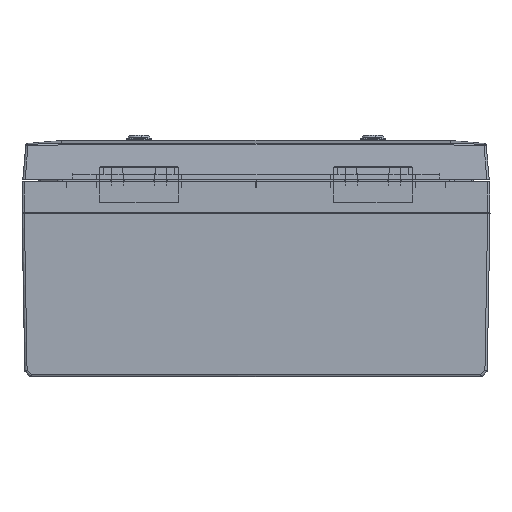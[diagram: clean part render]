
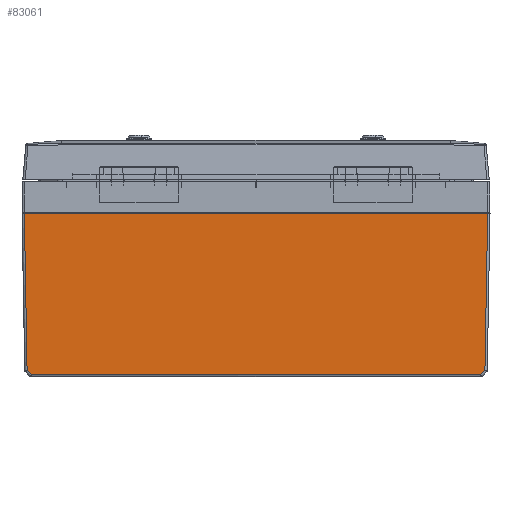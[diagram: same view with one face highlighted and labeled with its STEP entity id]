
A CAD part, left-side view. The second image highlights one B-rep face of the part: STEP entity #83061.
In plain terms, the highlighted face is planar.
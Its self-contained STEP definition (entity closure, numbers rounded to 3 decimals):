
#1258 = VERTEX_POINT ( 'NONE', #85702 ) ;
#1451 = AXIS2_PLACEMENT_3D ( 'NONE', #18297, #106741, #5960 ) ;
#5960 = DIRECTION ( 'NONE',  ( 0., -1., -0.017 ) ) ;
#6232 = DIRECTION ( 'NONE',  ( 0.707, 0.707, 0.012 ) ) ;
#11373 = ORIENTED_EDGE ( 'NONE', *, *, #39365, .T. ) ;
#11684 = VERTEX_POINT ( 'NONE', #113578 ) ;
#18297 = CARTESIAN_POINT ( 'NONE',  ( -300., 0., 400. ) ) ;
#18302 = LINE ( 'NONE', #139438, #134311 ) ;
#18964 = VERTEX_POINT ( 'NONE', #29390 ) ;
#19105 = CARTESIAN_POINT ( 'NONE',  ( -300., 0., 400. ) ) ;
#23882 = EDGE_LOOP ( 'NONE', ( #66028, #66256, #126065, #53262, #11373, #58182 ) ) ;
#26065 = DIRECTION ( 'NONE',  ( 0.017, -1., -0.017 ) ) ;
#27761 = FACE_OUTER_BOUND ( 'NONE', #23882, .T. ) ;
#29390 = CARTESIAN_POINT ( 'NONE',  ( 297., 0., 400. ) ) ;
#29628 = VECTOR ( 'NONE', #90363, 1000. ) ;
#34681 = EDGE_CURVE ( 'NONE', #62675, #18964, #42330, .T. ) ;
#37893 = VECTOR ( 'NONE', #6232, 1000. ) ;
#39365 = EDGE_CURVE ( 'NONE', #62675, #11684, #94903, .T. ) ;
#42330 = LINE ( 'NONE', #19105, #126712 ) ;
#46200 = CARTESIAN_POINT ( 'NONE',  ( 296.819, -10.414, 399.818 ) ) ;
#50236 = PLANE ( 'NONE',  #1451 ) ;
#52376 = VECTOR ( 'NONE', #134949, 1000. ) ;
#53262 = ORIENTED_EDGE ( 'NONE', *, *, #34681, .F. ) ;
#58182 = ORIENTED_EDGE ( 'NONE', *, *, #67829, .T. ) ;
#59096 = CARTESIAN_POINT ( 'NONE',  ( 288.092, -207.052, 396.386 ) ) ;
#62675 = VERTEX_POINT ( 'NONE', #89223 ) ;
#66028 = ORIENTED_EDGE ( 'NONE', *, *, #122420, .T. ) ;
#66034 = EDGE_CURVE ( 'NONE', #1258, #18964, #113551, .T. ) ;
#66256 = ORIENTED_EDGE ( 'NONE', *, *, #109445, .T. ) ;
#67829 = EDGE_CURVE ( 'NONE', #11684, #78659, #74154, .T. ) ;
#70073 = CARTESIAN_POINT ( 'NONE',  ( 97.633, -397.512, 393.061 ) ) ;
#74154 = LINE ( 'NONE', #118356, #52376 ) ;
#78659 = VERTEX_POINT ( 'NONE', #125531 ) ;
#83061 = ADVANCED_FACE ( 'NONE', ( #27761 ), #50236, .T. ) ;
#84868 = VERTEX_POINT ( 'NONE', #59096 ) ;
#85702 = CARTESIAN_POINT ( 'NONE',  ( 293.48, -201.664, 396.48 ) ) ;
#89223 = CARTESIAN_POINT ( 'NONE',  ( -297., 0., 400. ) ) ;
#90363 = DIRECTION ( 'NONE',  ( 0.017, 1., 0.017 ) ) ;
#94903 = LINE ( 'NONE', #124699, #101511 ) ;
#101511 = VECTOR ( 'NONE', #26065, 1000. ) ;
#105552 = LINE ( 'NONE', #70073, #37893 ) ;
#106741 = DIRECTION ( 'NONE',  ( 0., -0.017, 1. ) ) ;
#109445 = EDGE_CURVE ( 'NONE', #84868, #1258, #105552, .T. ) ;
#113551 = LINE ( 'NONE', #46200, #29628 ) ;
#113578 = CARTESIAN_POINT ( 'NONE',  ( -293.48, -201.664, 396.48 ) ) ;
#116907 = DIRECTION ( 'NONE',  ( 1., 0., 0. ) ) ;
#118356 = CARTESIAN_POINT ( 'NONE',  ( -397.587, -97.557, 398.297 ) ) ;
#122420 = EDGE_CURVE ( 'NONE', #78659, #84868, #18302, .T. ) ;
#124699 = CARTESIAN_POINT ( 'NONE',  ( -297.001, 0.052, 400.001 ) ) ;
#125531 = CARTESIAN_POINT ( 'NONE',  ( -288.092, -207.052, 396.386 ) ) ;
#126065 = ORIENTED_EDGE ( 'NONE', *, *, #66034, .T. ) ;
#126712 = VECTOR ( 'NONE', #141001, 1000. ) ;
#134311 = VECTOR ( 'NONE', #116907, 1000. ) ;
#134949 = DIRECTION ( 'NONE',  ( 0.707, -0.707, -0.012 ) ) ;
#139438 = CARTESIAN_POINT ( 'NONE',  ( 289.334, -207.052, 396.386 ) ) ;
#141001 = DIRECTION ( 'NONE',  ( 1., 0., 0. ) ) ;
